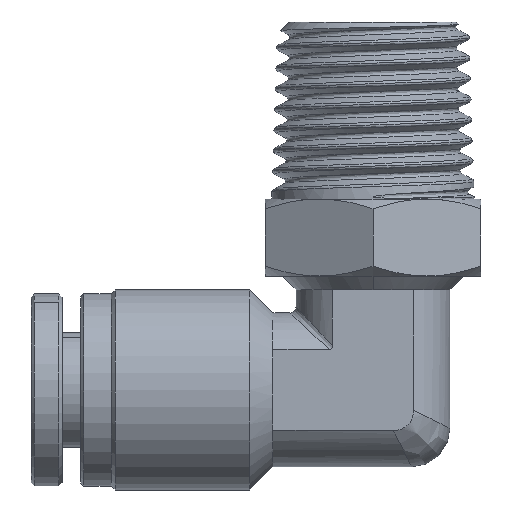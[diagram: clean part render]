
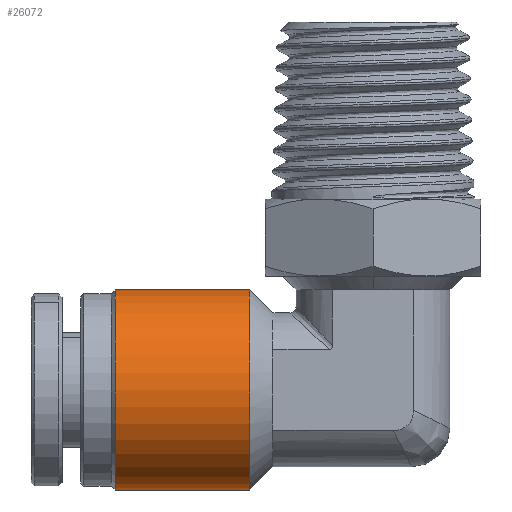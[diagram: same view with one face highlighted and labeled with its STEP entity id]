
A CAD part, left-side view. The second image highlights one B-rep face of the part: STEP entity #26072.
In plain terms, the highlighted cylindrical face has radius 6.5 mm (diameter 13 mm), a partial arc.
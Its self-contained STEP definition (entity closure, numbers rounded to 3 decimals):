
#295 = AXIS2_PLACEMENT_3D ( 'NONE', #12588, #27958, #14824 ) ;
#1252 = VERTEX_POINT ( 'NONE', #20634 ) ;
#1821 = CARTESIAN_POINT ( 'NONE',  ( 0., 7.75, 6.5 ) ) ;
#1910 = FACE_OUTER_BOUND ( 'NONE', #8342, .T. ) ;
#2332 = CIRCLE ( 'NONE', #295, 6.5 ) ;
#3388 = ORIENTED_EDGE ( 'NONE', *, *, #17855, .T. ) ;
#3745 = DIRECTION ( 'NONE',  ( 0., -1., 0. ) ) ;
#3957 = VERTEX_POINT ( 'NONE', #1821 ) ;
#6274 = EDGE_CURVE ( 'NONE', #3957, #1252, #6748, .T. ) ;
#6748 = LINE ( 'NONE', #6798, #17878 ) ;
#6798 = CARTESIAN_POINT ( 'NONE',  ( 0., 10., 6.5 ) ) ;
#7427 = AXIS2_PLACEMENT_3D ( 'NONE', #17027, #3745, #19242 ) ;
#7698 = DIRECTION ( 'NONE',  ( 0., -1., 0. ) ) ;
#8342 = EDGE_LOOP ( 'NONE', ( #8740, #17932, #3388, #9884 ) ) ;
#8722 = VERTEX_POINT ( 'NONE', #20760 ) ;
#8740 = ORIENTED_EDGE ( 'NONE', *, *, #6274, .F. ) ;
#9884 = ORIENTED_EDGE ( 'NONE', *, *, #10016, .T. ) ;
#10016 = EDGE_CURVE ( 'NONE', #8722, #1252, #2332, .T. ) ;
#10691 = CARTESIAN_POINT ( 'NONE',  ( 0., 7.75, -6.5 ) ) ;
#10937 = VERTEX_POINT ( 'NONE', #10691 ) ;
#11537 = VECTOR ( 'NONE', #15533, 1000. ) ;
#12588 = CARTESIAN_POINT ( 'NONE',  ( 0., -1., 0. ) ) ;
#14515 = DIRECTION ( 'NONE',  ( 0., 0., -1. ) ) ;
#14824 = DIRECTION ( 'NONE',  ( 0., 0., 1. ) ) ;
#15533 = DIRECTION ( 'NONE',  ( 0., -1., 0. ) ) ;
#16107 = CYLINDRICAL_SURFACE ( 'NONE', #25673, 6.5 ) ;
#16631 = CARTESIAN_POINT ( 'NONE',  ( 0., 10., 0. ) ) ;
#17027 = CARTESIAN_POINT ( 'NONE',  ( 0., 7.75, 0. ) ) ;
#17764 = CARTESIAN_POINT ( 'NONE',  ( 0., 10., -6.5 ) ) ;
#17855 = EDGE_CURVE ( 'NONE', #10937, #8722, #28425, .T. ) ;
#17878 = VECTOR ( 'NONE', #20071, 1000. ) ;
#17932 = ORIENTED_EDGE ( 'NONE', *, *, #20222, .T. ) ;
#19242 = DIRECTION ( 'NONE',  ( 0., 0., 1. ) ) ;
#20071 = DIRECTION ( 'NONE',  ( 0., -1., 0. ) ) ;
#20222 = EDGE_CURVE ( 'NONE', #3957, #10937, #27868, .T. ) ;
#20634 = CARTESIAN_POINT ( 'NONE',  ( 0., -1., 6.5 ) ) ;
#20760 = CARTESIAN_POINT ( 'NONE',  ( 0., -1., -6.5 ) ) ;
#25673 = AXIS2_PLACEMENT_3D ( 'NONE', #16631, #7698, #14515 ) ;
#26072 = ADVANCED_FACE ( 'NONE', ( #1910 ), #16107, .T. ) ;
#27868 = CIRCLE ( 'NONE', #7427, 6.5 ) ;
#27958 = DIRECTION ( 'NONE',  ( 0., 1., 0. ) ) ;
#28425 = LINE ( 'NONE', #17764, #11537 ) ;
